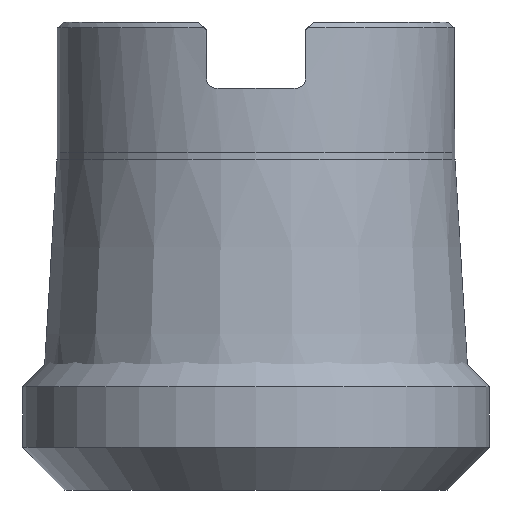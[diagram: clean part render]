
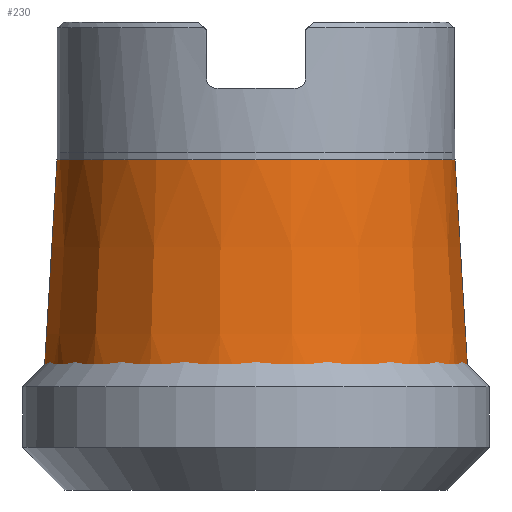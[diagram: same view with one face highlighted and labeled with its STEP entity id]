
A CAD part, front view. The second image highlights one B-rep face of the part: STEP entity #230.
In plain terms, the highlighted conical face has half-angle 3.446 degrees and reference radius 18.358 mm.
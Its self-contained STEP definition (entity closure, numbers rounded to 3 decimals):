
#43=CONICAL_SURFACE('',#1014,18.358,3.446);
#230=ADVANCED_FACE('',(#347,#348),#43,.T.);
#347=FACE_BOUND('',#408,.T.);
#348=FACE_BOUND('',#409,.T.);
#408=EDGE_LOOP('',(#524));
#409=EDGE_LOOP('',(#525));
#524=ORIENTED_EDGE('',*,*,#845,.T.);
#525=ORIENTED_EDGE('',*,*,#846,.F.);
#754=VERTEX_POINT('',#1592);
#755=VERTEX_POINT('',#1594);
#845=EDGE_CURVE('',#754,#754,#949,.T.);
#846=EDGE_CURVE('',#755,#755,#950,.T.);
#949=CIRCLE('',#1012,17.018);
#950=CIRCLE('',#1013,18.358);
#1012=AXIS2_PLACEMENT_3D('',#1591,#1173,#1174);
#1013=AXIS2_PLACEMENT_3D('',#1593,#1175,#1176);
#1014=AXIS2_PLACEMENT_3D('',#1595,#1177,#1178);
#1173=DIRECTION('',(0.,0.,-1.));
#1174=DIRECTION('',(-1.,0.,0.));
#1175=DIRECTION('',(0.,0.,-1.));
#1176=DIRECTION('',(-1.,0.,0.));
#1177=DIRECTION('',(0.,0.,-1.));
#1178=DIRECTION('',(-1.,0.,0.));
#1591=CARTESIAN_POINT('',(0.,0.,-11.8));
#1592=CARTESIAN_POINT('',(-17.018,0.,-11.8));
#1593=CARTESIAN_POINT('',(0.,0.,-34.059));
#1594=CARTESIAN_POINT('',(-18.358,0.,-34.059));
#1595=CARTESIAN_POINT('',(0.,0.,-34.059));
